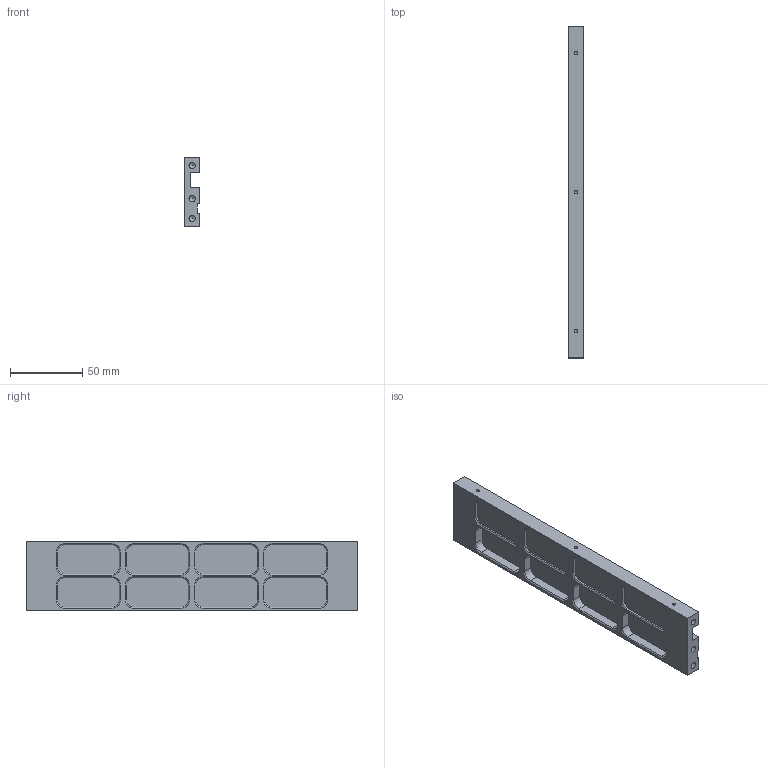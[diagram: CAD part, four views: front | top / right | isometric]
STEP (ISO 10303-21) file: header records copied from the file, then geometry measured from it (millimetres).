
FILE_DESCRIPTION(/* description */ ('STEP AP242','CAx-IF Rec.Pracs.---Representation and Presentation of Product Manufacturing Information (PMI)---4.0---2014-10-13','CAx-IF Rec.Pracs.---3D Tessellated Geometry---0.4---2014-09-14','2;1'),/* implementation_level */ '2;1');
FILE_NAME(/* name */ '62775b1d83af625d0119b012',/* time_stamp */ '2022-05-08T05:54:37+00:00',/* author */ (''),/* organization */ (''),/* preprocessor_version */ 'ST-DEVELOPER v18.101',/* originating_system */ ' ',/* authorisation */ ' ');
FILE_SCHEMA (('AP242_MANAGED_MODEL_BASED_3D_ENGINEERING_MIM_LF { 1 0 10303 442 1 1 4 }'));
Length unit declared in the file: metre
Products named in the file (1): Side
Bounding box: 10.99 x 229.03 x 48.26 mm (x, y, z)
Volume: 71837.8 mm3; surface area: 37034.5 mm2
Topology: 1 solids, 1 shells, 174 faces, 428 edges, 264 vertices
Faces by surface type: plane 86, cone 44, cylinder 44
Full cylindrical faces by diameter (mm): 2.261 x6, 4.369 x6
Entity records: 4794 total; most frequent: DIRECTION 850, CARTESIAN_POINT 807, ORIENTED_EDGE 760, EDGE_CURVE 380, AXIS2_PLACEMENT_3D 295, LINE 260, VECTOR 260, VERTEX_POINT 252
